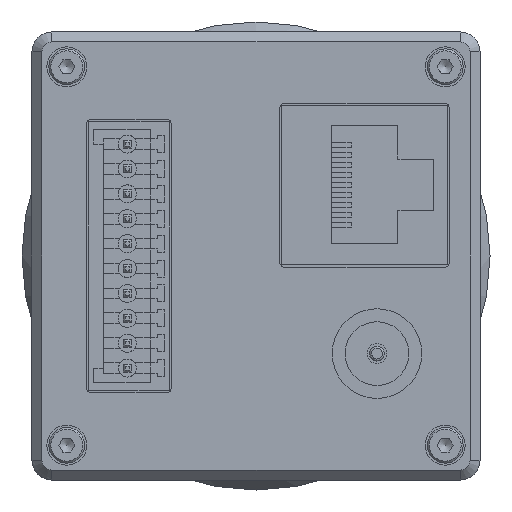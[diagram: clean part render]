
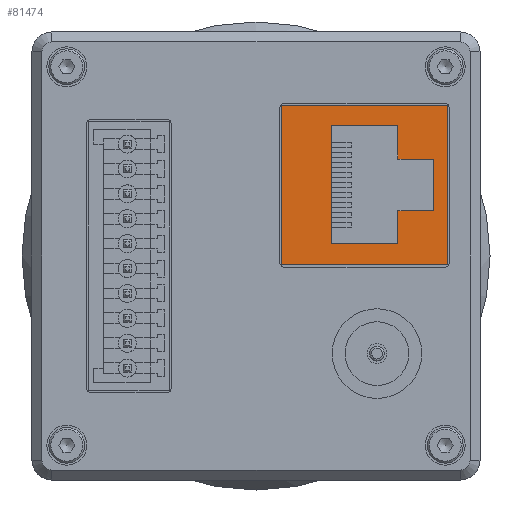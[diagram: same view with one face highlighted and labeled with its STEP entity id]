
A CAD part, front view. The second image highlights one B-rep face of the part: STEP entity #81474.
In plain terms, the highlighted planar face has unit normal (0, -1, 0).
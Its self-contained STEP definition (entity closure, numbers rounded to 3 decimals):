
#2826 = CARTESIAN_POINT ( 'NONE',  ( 17.862, -41.9, 15.755 ) ) ;
#3064 = VERTEX_POINT ( 'NONE', #27236 ) ;
#4825 = VERTEX_POINT ( 'NONE', #36641 ) ;
#6579 = ORIENTED_EDGE ( 'NONE', *, *, #17216, .F. ) ;
#6602 = VERTEX_POINT ( 'NONE', #19837 ) ;
#7115 = ORIENTED_EDGE ( 'NONE', *, *, #52796, .T. ) ;
#7275 = ORIENTED_EDGE ( 'NONE', *, *, #45491, .T. ) ;
#11389 = LINE ( 'NONE', #2826, #74448 ) ;
#14095 = CARTESIAN_POINT ( 'NONE',  ( 19.258, -41.9, 15.755 ) ) ;
#14425 = EDGE_CURVE ( 'NONE', #22852, #4825, #11389, .T. ) ;
#17028 = DIRECTION ( 'NONE',  ( -1., 0., 0. ) ) ;
#17216 = EDGE_CURVE ( 'NONE', #43359, #41514, #69454, .T. ) ;
#18056 = ORIENTED_EDGE ( 'NONE', *, *, #30503, .T. ) ;
#18589 = CARTESIAN_POINT ( 'NONE',  ( 14.253, -41.9, 9.738 ) ) ;
#19552 = DIRECTION ( 'NONE',  ( 1., 0., 0. ) ) ;
#19811 = LINE ( 'NONE', #21207, #62313 ) ;
#19837 = CARTESIAN_POINT ( 'NONE',  ( 2.558, -41.9, 15.145 ) ) ;
#20491 = FACE_BOUND ( 'NONE', #85861, .T. ) ;
#21207 = CARTESIAN_POINT ( 'NONE',  ( 14.253, -41.9, 15.755 ) ) ;
#22852 = VERTEX_POINT ( 'NONE', #37733 ) ;
#23098 = LINE ( 'NONE', #65554, #76584 ) ;
#23807 = LINE ( 'NONE', #67193, #64009 ) ;
#24492 = CARTESIAN_POINT ( 'NONE',  ( 2.558, -41.9, 15.755 ) ) ;
#24742 = CARTESIAN_POINT ( 'NONE',  ( 19.258, -41.9, -0.855 ) ) ;
#24936 = DIRECTION ( 'NONE',  ( -1., 0., 0. ) ) ;
#26170 = DIRECTION ( 'NONE',  ( 1., 0., 0. ) ) ;
#26311 = CARTESIAN_POINT ( 'NONE',  ( 14.253, -41.9, 15.755 ) ) ;
#26722 = DIRECTION ( 'NONE',  ( 0., -1., 0. ) ) ;
#27236 = CARTESIAN_POINT ( 'NONE',  ( 7.563, -41.9, 13.078 ) ) ;
#28047 = VECTOR ( 'NONE', #34950, 1000. ) ;
#28152 = VERTEX_POINT ( 'NONE', #42519 ) ;
#28708 = CARTESIAN_POINT ( 'NONE',  ( 19.258, -41.9, 15.145 ) ) ;
#29487 = EDGE_CURVE ( 'NONE', #66527, #3064, #23098, .T. ) ;
#30041 = DIRECTION ( 'NONE',  ( -1., 0., 0. ) ) ;
#30503 = EDGE_CURVE ( 'NONE', #43359, #47875, #85606, .T. ) ;
#31214 = LINE ( 'NONE', #24492, #50732 ) ;
#32112 = VECTOR ( 'NONE', #62548, 1000. ) ;
#33032 = LINE ( 'NONE', #26311, #32112 ) ;
#33163 = EDGE_LOOP ( 'NONE', ( #6579, #18056, #7115, #70344 ) ) ;
#33540 = LINE ( 'NONE', #90211, #70559 ) ;
#34272 = ORIENTED_EDGE ( 'NONE', *, *, #59075, .T. ) ;
#34950 = DIRECTION ( 'NONE',  ( 1., 0., 0. ) ) ;
#35391 = ORIENTED_EDGE ( 'NONE', *, *, #52997, .T. ) ;
#36641 = CARTESIAN_POINT ( 'NONE',  ( 17.862, -41.9, 4.551 ) ) ;
#37733 = CARTESIAN_POINT ( 'NONE',  ( 17.862, -41.9, 9.738 ) ) ;
#39768 = DIRECTION ( 'NONE',  ( 0., 0., 1. ) ) ;
#40029 = LINE ( 'NONE', #61474, #91308 ) ;
#40478 = DIRECTION ( 'NONE',  ( 0., 0., -1. ) ) ;
#40969 = ORIENTED_EDGE ( 'NONE', *, *, #44022, .T. ) ;
#41013 = FACE_OUTER_BOUND ( 'NONE', #33163, .T. ) ;
#41514 = VERTEX_POINT ( 'NONE', #42565 ) ;
#42225 = ORIENTED_EDGE ( 'NONE', *, *, #42771, .T. ) ;
#42519 = CARTESIAN_POINT ( 'NONE',  ( 14.253, -41.9, 13.078 ) ) ;
#42565 = CARTESIAN_POINT ( 'NONE',  ( 2.558, -41.9, -0.855 ) ) ;
#42771 = EDGE_CURVE ( 'NONE', #87678, #64428, #19811, .T. ) ;
#43186 = DIRECTION ( 'NONE',  ( 0., 0., 1. ) ) ;
#43359 = VERTEX_POINT ( 'NONE', #24742 ) ;
#43962 = AXIS2_PLACEMENT_3D ( 'NONE', #69623, #26722, #19552 ) ;
#44022 = EDGE_CURVE ( 'NONE', #64428, #66527, #23807, .T. ) ;
#45457 = DIRECTION ( 'NONE',  ( -1., 0., 0. ) ) ;
#45491 = EDGE_CURVE ( 'NONE', #3064, #28152, #40029, .T. ) ;
#47875 = VERTEX_POINT ( 'NONE', #28708 ) ;
#50732 = VECTOR ( 'NONE', #39768, 1000. ) ;
#51892 = ORIENTED_EDGE ( 'NONE', *, *, #14425, .T. ) ;
#52796 = EDGE_CURVE ( 'NONE', #47875, #6602, #33540, .T. ) ;
#52997 = EDGE_CURVE ( 'NONE', #87541, #22852, #64014, .T. ) ;
#56674 = VECTOR ( 'NONE', #45457, 1000. ) ;
#57780 = CARTESIAN_POINT ( 'NONE',  ( 20.308, -41.9, 9.738 ) ) ;
#57952 = ORIENTED_EDGE ( 'NONE', *, *, #94314, .T. ) ;
#59075 = EDGE_CURVE ( 'NONE', #28152, #87541, #33032, .T. ) ;
#60707 = VECTOR ( 'NONE', #17028, 1000. ) ;
#61474 = CARTESIAN_POINT ( 'NONE',  ( 20.308, -41.9, 13.078 ) ) ;
#62313 = VECTOR ( 'NONE', #62734, 1000. ) ;
#62548 = DIRECTION ( 'NONE',  ( 0., 0., -1. ) ) ;
#62734 = DIRECTION ( 'NONE',  ( 0., 0., -1. ) ) ;
#63256 = CARTESIAN_POINT ( 'NONE',  ( 7.563, -41.9, 1.212 ) ) ;
#64009 = VECTOR ( 'NONE', #30041, 1000. ) ;
#64014 = LINE ( 'NONE', #57780, #28047 ) ;
#64428 = VERTEX_POINT ( 'NONE', #77536 ) ;
#65554 = CARTESIAN_POINT ( 'NONE',  ( 7.563, -41.9, 15.755 ) ) ;
#65735 = CARTESIAN_POINT ( 'NONE',  ( 14.253, -41.9, 4.551 ) ) ;
#66527 = VERTEX_POINT ( 'NONE', #63256 ) ;
#67193 = CARTESIAN_POINT ( 'NONE',  ( 20.308, -41.9, 1.212 ) ) ;
#68056 = CARTESIAN_POINT ( 'NONE',  ( 1.508, -41.9, -0.855 ) ) ;
#69185 = ORIENTED_EDGE ( 'NONE', *, *, #29487, .T. ) ;
#69454 = LINE ( 'NONE', #68056, #60707 ) ;
#69623 = CARTESIAN_POINT ( 'NONE',  ( 20.308, -41.9, 15.755 ) ) ;
#70344 = ORIENTED_EDGE ( 'NONE', *, *, #73108, .F. ) ;
#70559 = VECTOR ( 'NONE', #24936, 1000. ) ;
#73108 = EDGE_CURVE ( 'NONE', #41514, #6602, #31214, .T. ) ;
#73628 = DIRECTION ( 'NONE',  ( 0., 0., 1. ) ) ;
#74448 = VECTOR ( 'NONE', #40478, 1000. ) ;
#76584 = VECTOR ( 'NONE', #73628, 1000. ) ;
#77536 = CARTESIAN_POINT ( 'NONE',  ( 14.253, -41.9, 1.212 ) ) ;
#77690 = PLANE ( 'NONE',  #43962 ) ;
#80246 = CARTESIAN_POINT ( 'NONE',  ( 20.308, -41.9, 4.551 ) ) ;
#81474 = ADVANCED_FACE ( 'NONE', ( #20491, #41013 ), #77690, .T. ) ;
#84333 = VECTOR ( 'NONE', #43186, 1000. ) ;
#85606 = LINE ( 'NONE', #14095, #84333 ) ;
#85861 = EDGE_LOOP ( 'NONE', ( #35391, #51892, #57952, #42225, #40969, #69185, #7275, #34272 ) ) ;
#87541 = VERTEX_POINT ( 'NONE', #18589 ) ;
#87678 = VERTEX_POINT ( 'NONE', #65735 ) ;
#87855 = LINE ( 'NONE', #80246, #56674 ) ;
#90211 = CARTESIAN_POINT ( 'NONE',  ( 20.308, -41.9, 15.145 ) ) ;
#91308 = VECTOR ( 'NONE', #26170, 1000. ) ;
#94314 = EDGE_CURVE ( 'NONE', #4825, #87678, #87855, .T. ) ;
